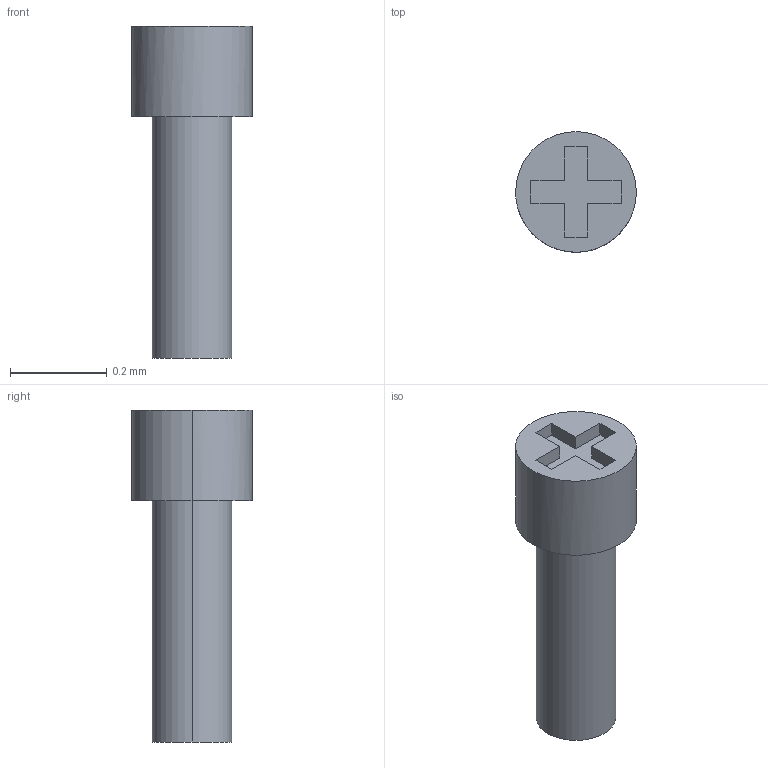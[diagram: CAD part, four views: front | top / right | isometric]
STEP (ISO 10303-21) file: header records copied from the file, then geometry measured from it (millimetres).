
FILE_DESCRIPTION(('produced by SPATIAL CORP'),'2;1');
FILE_NAME( 'screw_main_link_to_rear_plate_back_left_outer.hh.sat.stp', '2002-04-12T11:52:11+00:00',('SPATIAL CORP'),('SPATIAL CORP'), 'ACIS STEP Husk','http://www.spatial.com','SPATIAL CORP');
FILE_SCHEMA(('CONFIG_CONTROL_DESIGN'));
Length unit declared in the file: millimetre
Products named in the file (1): PRODUCT_ID_1
Bounding box: 0.25 x 0.25 x 0.69 mm (x, y, z)
Volume: 0 mm3; surface area: 0.5 mm2
Topology: 1 solids, 1 shells, 20 faces, 49 edges, 33 vertices
Faces by surface type: plane 16, cylinder 4
Entity records: 640 total; most frequent: ORIENTED_EDGE 98, CARTESIAN_POINT 95, DIRECTION 84, EDGE_CURVE 49, VECTOR 40, LINE 40, VERTEX_POINT 33, AXIS2_PLACEMENT_3D 22
